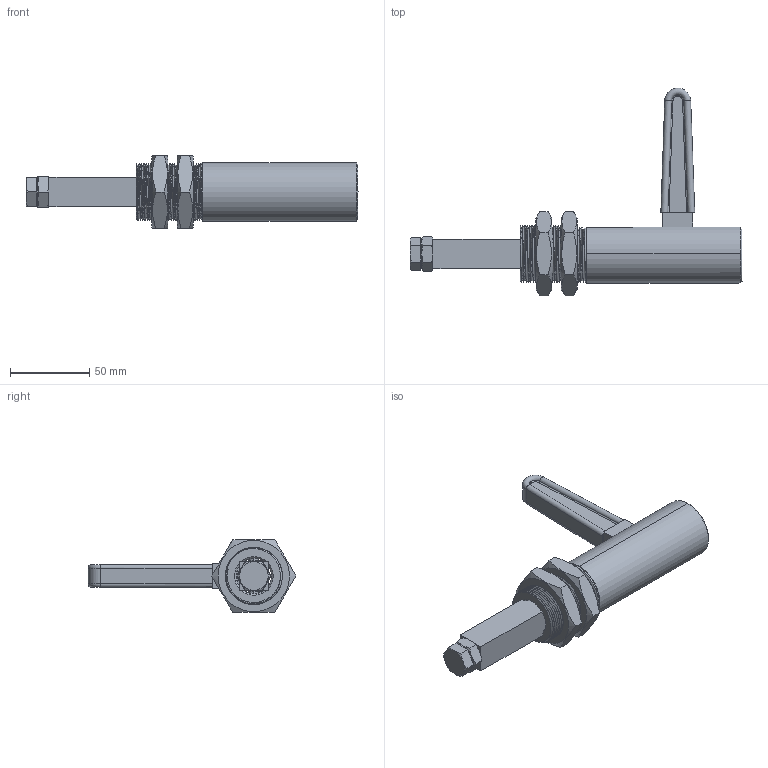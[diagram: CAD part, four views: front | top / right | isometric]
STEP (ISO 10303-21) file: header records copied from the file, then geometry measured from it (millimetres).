
FILE_DESCRIPTION (( 'STEP AP214' ), '1' );
FILE_NAME ('GH-30511M(Â²¤Æ)-1.STEP', '2020-06-29T09:17:15', ( 'LinWei' ), ( '' ), 'SwSTEP 2.0', 'SolidWorks 2016', '' );
FILE_SCHEMA (( 'AUTOMOTIVE_DESIGN' ));
Length unit declared in the file: millimetre
Products named in the file (6): Group5^GH-30511M(簡化)-1; Group3^GH-30511M(簡化)-1; GH-30511M(簡化)-1; Group1^GH-30511M(簡化); 430510MB05-2^GH-30511M(簡化)-1; Group6^GH-30511M(簡化)-1
Assembly tree (5 placements, depth 2):
  GH-30511M(簡化)-1
    Group3^GH-30511M(簡化)-1
    Group5^GH-30511M(簡化)-1
    Group6^GH-30511M(簡化)-1
    430510MB05-2^GH-30511M(簡化)-1
    Group1^GH-30511M(簡化)
Bounding box: 209.52 x 131.11 x 46 mm (x, y, z)
Volume: 167429.9 mm3; surface area: 64148.2 mm2
Topology: 5 solids, 5 shells, 233 faces, 606 edges, 387 vertices
Faces by surface type: plane 89, cylinder 86, cone 42, bspline 12, torus 4
Entity records: 20532 total; most frequent: CARTESIAN_POINT 14050, ORIENTED_EDGE 1212, DIRECTION 1007, EDGE_CURVE 606, VERTEX_POINT 387, AXIS2_PLACEMENT_3D 378, EDGE_LOOP 253, VECTOR 251
